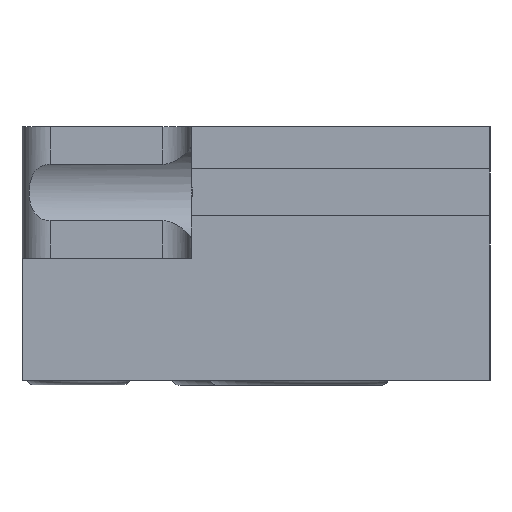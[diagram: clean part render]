
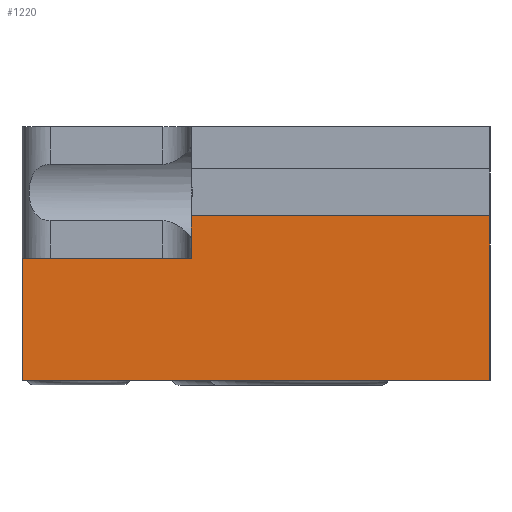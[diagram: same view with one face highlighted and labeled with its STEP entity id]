
A CAD part, left-side view. The second image highlights one B-rep face of the part: STEP entity #1220.
In plain terms, the highlighted planar face has unit normal (-1, 0, 0).
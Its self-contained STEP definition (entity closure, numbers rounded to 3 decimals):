
#193 = VECTOR ( 'NONE', #4547, 1000. ) ;
#204 = AXIS2_PLACEMENT_3D ( 'NONE', #2212, #4885, #351 ) ;
#284 = CARTESIAN_POINT ( 'NONE',  ( -80., -49.8, 0. ) ) ;
#316 = ORIENTED_EDGE ( 'NONE', *, *, #2071, .T. ) ;
#351 = DIRECTION ( 'NONE',  ( 0., 0., -1. ) ) ;
#469 = CARTESIAN_POINT ( 'NONE',  ( -80., -49.8, 27. ) ) ;
#503 = FACE_OUTER_BOUND ( 'NONE', #2441, .T. ) ;
#673 = VECTOR ( 'NONE', #2360, 1000. ) ;
#983 = LINE ( 'NONE', #469, #4438 ) ;
#1052 = CARTESIAN_POINT ( 'NONE',  ( -80., 0., 0. ) ) ;
#1198 = DIRECTION ( 'NONE',  ( 0., 0., -1. ) ) ;
#1220 = ADVANCED_FACE ( 'NONE', ( #503 ), #2657, .F. ) ;
#1271 = EDGE_CURVE ( 'NONE', #3357, #1659, #983, .T. ) ;
#1339 = LINE ( 'NONE', #4274, #673 ) ;
#1659 = VERTEX_POINT ( 'NONE', #284 ) ;
#1679 = VERTEX_POINT ( 'NONE', #3775 ) ;
#1688 = VERTEX_POINT ( 'NONE', #1052 ) ;
#1956 = CARTESIAN_POINT ( 'NONE',  ( -80., -18., 17.5 ) ) ;
#2071 = EDGE_CURVE ( 'NONE', #3120, #1688, #3063, .T. ) ;
#2154 = VERTEX_POINT ( 'NONE', #1956 ) ;
#2182 = ORIENTED_EDGE ( 'NONE', *, *, #2554, .T. ) ;
#2212 = CARTESIAN_POINT ( 'NONE',  ( -80., -49.8, 27. ) ) ;
#2217 = LINE ( 'NONE', #3787, #193 ) ;
#2261 = DIRECTION ( 'NONE',  ( 0., -1., 0. ) ) ;
#2330 = CARTESIAN_POINT ( 'NONE',  ( -80., 0., 13. ) ) ;
#2360 = DIRECTION ( 'NONE',  ( 0., 1., 0. ) ) ;
#2365 = ORIENTED_EDGE ( 'NONE', *, *, #4945, .T. ) ;
#2441 = EDGE_LOOP ( 'NONE', ( #2600, #2365, #2820, #316, #2182, #3773 ) ) ;
#2554 = EDGE_CURVE ( 'NONE', #1688, #1659, #2217, .T. ) ;
#2600 = ORIENTED_EDGE ( 'NONE', *, *, #3709, .T. ) ;
#2657 = PLANE ( 'NONE',  #204 ) ;
#2820 = ORIENTED_EDGE ( 'NONE', *, *, #3030, .F. ) ;
#2824 = VECTOR ( 'NONE', #2261, 1000. ) ;
#3030 = EDGE_CURVE ( 'NONE', #3120, #1679, #4083, .T. ) ;
#3063 = LINE ( 'NONE', #3973, #3557 ) ;
#3099 = LINE ( 'NONE', #4401, #3463 ) ;
#3120 = VERTEX_POINT ( 'NONE', #2330 ) ;
#3198 = DIRECTION ( 'NONE',  ( 0., 0., -1. ) ) ;
#3262 = DIRECTION ( 'NONE',  ( 0., 0., -1. ) ) ;
#3357 = VERTEX_POINT ( 'NONE', #4023 ) ;
#3463 = VECTOR ( 'NONE', #3262, 1000. ) ;
#3557 = VECTOR ( 'NONE', #3198, 1000. ) ;
#3709 = EDGE_CURVE ( 'NONE', #3357, #2154, #1339, .T. ) ;
#3773 = ORIENTED_EDGE ( 'NONE', *, *, #1271, .F. ) ;
#3775 = CARTESIAN_POINT ( 'NONE',  ( -80., -18., 13. ) ) ;
#3787 = CARTESIAN_POINT ( 'NONE',  ( -80., -49.8, 0. ) ) ;
#3973 = CARTESIAN_POINT ( 'NONE',  ( -80., 0., 27. ) ) ;
#4023 = CARTESIAN_POINT ( 'NONE',  ( -80., -49.8, 17.5 ) ) ;
#4083 = LINE ( 'NONE', #4161, #2824 ) ;
#4161 = CARTESIAN_POINT ( 'NONE',  ( -80., -18., 13. ) ) ;
#4274 = CARTESIAN_POINT ( 'NONE',  ( -80., -11.8, 17.5 ) ) ;
#4401 = CARTESIAN_POINT ( 'NONE',  ( -80., -18., 27. ) ) ;
#4438 = VECTOR ( 'NONE', #1198, 1000. ) ;
#4547 = DIRECTION ( 'NONE',  ( 0., -1., 0. ) ) ;
#4885 = DIRECTION ( 'NONE',  ( 1., 0., 0. ) ) ;
#4945 = EDGE_CURVE ( 'NONE', #2154, #1679, #3099, .T. ) ;
